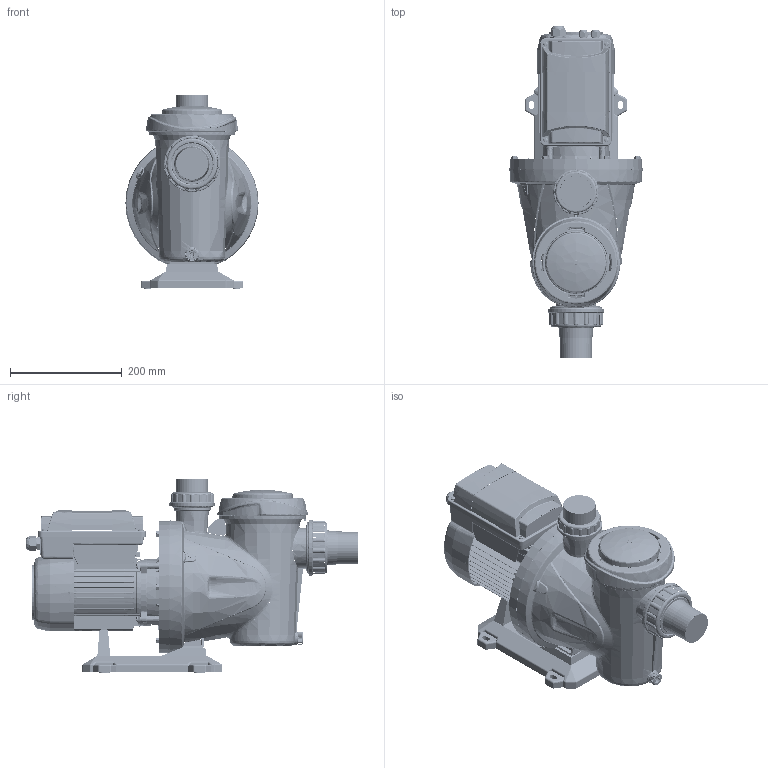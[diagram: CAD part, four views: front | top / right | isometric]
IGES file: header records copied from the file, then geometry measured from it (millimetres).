
Start section: SolidWorks IGES file using analytic representation for surfaces
Global section: file name: silenplus1_new.IGS; native system: SolidWorks 2017; preprocessor: SolidWorks 2017; author: 碀鴇 燴僽闀鍒,,11,0; organization: 200729.145538; date: 200729.145538; units: millimetre
Bounding box: 238 x 593.45 x 346.6 mm (x, y, z)
Surface area: 1158432.4 mm2 (no closed solid volume)
Topology: 0 solids, 0 shells, 6542 faces, 56130 edges, 56117 vertices
Faces by surface type: bspline 4013, revolution 2529
